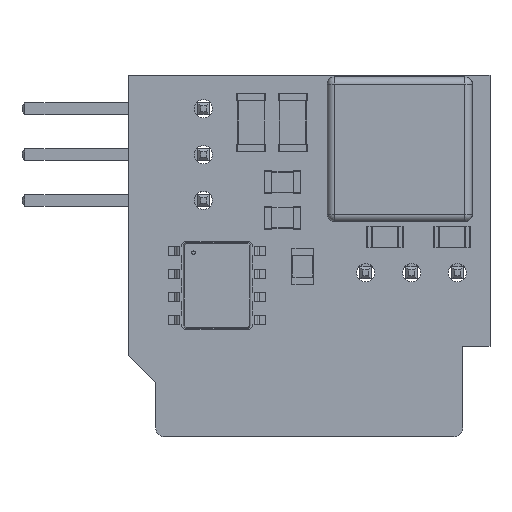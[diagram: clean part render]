
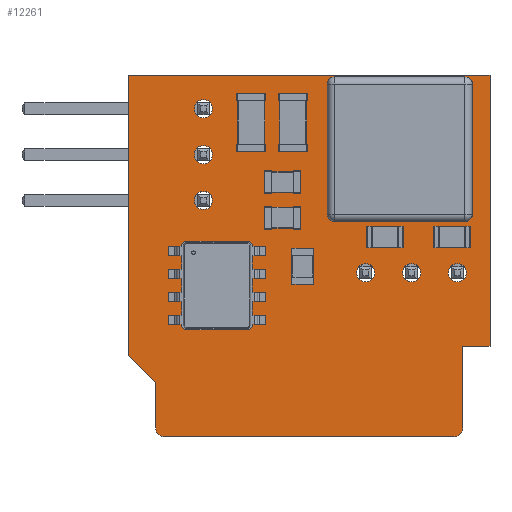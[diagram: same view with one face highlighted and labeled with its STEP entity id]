
A CAD part, top view. The second image highlights one B-rep face of the part: STEP entity #12261.
In plain terms, the highlighted planar face has unit normal (0, 0, 1).
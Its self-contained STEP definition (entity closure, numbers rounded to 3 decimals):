
#11937 = VERTEX_POINT('',#11938);
#11938 = CARTESIAN_POINT('',(20.,-15.,1.606));
#11944 = EDGE_CURVE('',#11937,#11945,#11947,.T.);
#11945 = VERTEX_POINT('',#11946);
#11946 = CARTESIAN_POINT('',(18.5,-15.,1.606));
#11947 = LINE('',#11948,#11949);
#11948 = CARTESIAN_POINT('',(20.,-15.,1.606));
#11949 = VECTOR('',#11950,1.);
#11950 = DIRECTION('',(-1.,0.,0.));
#11977 = VERTEX_POINT('',#11978);
#11978 = CARTESIAN_POINT('',(20.,0.,1.606));
#11984 = EDGE_CURVE('',#11977,#11937,#11985,.T.);
#11985 = LINE('',#11986,#11987);
#11986 = CARTESIAN_POINT('',(20.,0.,1.606));
#11987 = VECTOR('',#11988,1.);
#11988 = DIRECTION('',(0.,-1.,0.));
#12006 = EDGE_CURVE('',#11945,#12007,#12009,.T.);
#12007 = VERTEX_POINT('',#12008);
#12008 = CARTESIAN_POINT('',(18.5,-19.5,1.606));
#12009 = LINE('',#12010,#12011);
#12010 = CARTESIAN_POINT('',(18.5,-15.,1.606));
#12011 = VECTOR('',#12012,1.);
#12012 = DIRECTION('',(0.,-1.,0.));
#12261 = ADVANCED_FACE('',(#12262,#12331,#12342,#12353,#12364,#12375,
    #12386,#12397,#12408,#12419,#12430,#12441,#12452,#12463,#12474),
  #12485,.F.);
#12262 = FACE_BOUND('',#12263,.F.);
#12263 = EDGE_LOOP('',(#12264,#12265,#12266,#12275,#12283,#12292,#12300,
    #12308,#12316,#12324,#12330));
#12264 = ORIENTED_EDGE('',*,*,#11944,.T.);
#12265 = ORIENTED_EDGE('',*,*,#12006,.T.);
#12266 = ORIENTED_EDGE('',*,*,#12267,.T.);
#12267 = EDGE_CURVE('',#12007,#12268,#12270,.T.);
#12268 = VERTEX_POINT('',#12269);
#12269 = CARTESIAN_POINT('',(18.,-20.,1.606));
#12270 = CIRCLE('',#12271,0.5);
#12271 = AXIS2_PLACEMENT_3D('',#12272,#12273,#12274);
#12272 = CARTESIAN_POINT('',(18.,-19.5,1.606));
#12273 = DIRECTION('',(0.,0.,-1.));
#12274 = DIRECTION('',(1.,0.,0.));
#12275 = ORIENTED_EDGE('',*,*,#12276,.T.);
#12276 = EDGE_CURVE('',#12268,#12277,#12279,.T.);
#12277 = VERTEX_POINT('',#12278);
#12278 = CARTESIAN_POINT('',(2.,-20.,1.606));
#12279 = LINE('',#12280,#12281);
#12280 = CARTESIAN_POINT('',(18.,-20.,1.606));
#12281 = VECTOR('',#12282,1.);
#12282 = DIRECTION('',(-1.,0.,0.));
#12283 = ORIENTED_EDGE('',*,*,#12284,.T.);
#12284 = EDGE_CURVE('',#12277,#12285,#12287,.T.);
#12285 = VERTEX_POINT('',#12286);
#12286 = CARTESIAN_POINT('',(1.5,-19.5,1.606));
#12287 = CIRCLE('',#12288,0.5);
#12288 = AXIS2_PLACEMENT_3D('',#12289,#12290,#12291);
#12289 = CARTESIAN_POINT('',(2.,-19.5,1.606));
#12290 = DIRECTION('',(0.,0.,-1.));
#12291 = DIRECTION('',(0.,-1.,-0.));
#12292 = ORIENTED_EDGE('',*,*,#12293,.T.);
#12293 = EDGE_CURVE('',#12285,#12294,#12296,.T.);
#12294 = VERTEX_POINT('',#12295);
#12295 = CARTESIAN_POINT('',(1.5,-17.,1.606));
#12296 = LINE('',#12297,#12298);
#12297 = CARTESIAN_POINT('',(1.5,-19.5,1.606));
#12298 = VECTOR('',#12299,1.);
#12299 = DIRECTION('',(0.,1.,0.));
#12300 = ORIENTED_EDGE('',*,*,#12301,.T.);
#12301 = EDGE_CURVE('',#12294,#12302,#12304,.T.);
#12302 = VERTEX_POINT('',#12303);
#12303 = CARTESIAN_POINT('',(0.,-15.5,1.606));
#12304 = LINE('',#12305,#12306);
#12305 = CARTESIAN_POINT('',(1.5,-17.,1.606));
#12306 = VECTOR('',#12307,1.);
#12307 = DIRECTION('',(-0.707,0.707,0.));
#12308 = ORIENTED_EDGE('',*,*,#12309,.T.);
#12309 = EDGE_CURVE('',#12302,#12310,#12312,.T.);
#12310 = VERTEX_POINT('',#12311);
#12311 = CARTESIAN_POINT('',(0.,-15.,1.606));
#12312 = LINE('',#12313,#12314);
#12313 = CARTESIAN_POINT('',(0.,-15.5,1.606));
#12314 = VECTOR('',#12315,1.);
#12315 = DIRECTION('',(0.,1.,0.));
#12316 = ORIENTED_EDGE('',*,*,#12317,.T.);
#12317 = EDGE_CURVE('',#12310,#12318,#12320,.T.);
#12318 = VERTEX_POINT('',#12319);
#12319 = CARTESIAN_POINT('',(0.,0.,1.606));
#12320 = LINE('',#12321,#12322);
#12321 = CARTESIAN_POINT('',(0.,-15.,1.606));
#12322 = VECTOR('',#12323,1.);
#12323 = DIRECTION('',(0.,1.,0.));
#12324 = ORIENTED_EDGE('',*,*,#12325,.T.);
#12325 = EDGE_CURVE('',#12318,#11977,#12326,.T.);
#12326 = LINE('',#12327,#12328);
#12327 = CARTESIAN_POINT('',(0.,0.,1.606));
#12328 = VECTOR('',#12329,1.);
#12329 = DIRECTION('',(1.,0.,0.));
#12330 = ORIENTED_EDGE('',*,*,#11984,.T.);
#12331 = FACE_BOUND('',#12332,.F.);
#12332 = EDGE_LOOP('',(#12333));
#12333 = ORIENTED_EDGE('',*,*,#12334,.F.);
#12334 = EDGE_CURVE('',#12335,#12335,#12337,.T.);
#12335 = VERTEX_POINT('',#12336);
#12336 = CARTESIAN_POINT('',(18.2,-11.43,1.606));
#12337 = CIRCLE('',#12338,0.5);
#12338 = AXIS2_PLACEMENT_3D('',#12339,#12340,#12341);
#12339 = CARTESIAN_POINT('',(18.2,-10.93,1.606));
#12340 = DIRECTION('',(-0.,0.,-1.));
#12341 = DIRECTION('',(-0.,-1.,0.));
#12342 = FACE_BOUND('',#12343,.F.);
#12343 = EDGE_LOOP('',(#12344));
#12344 = ORIENTED_EDGE('',*,*,#12345,.F.);
#12345 = EDGE_CURVE('',#12346,#12346,#12348,.T.);
#12346 = VERTEX_POINT('',#12347);
#12347 = CARTESIAN_POINT('',(15.66,-11.43,1.606));
#12348 = CIRCLE('',#12349,0.5);
#12349 = AXIS2_PLACEMENT_3D('',#12350,#12351,#12352);
#12350 = CARTESIAN_POINT('',(15.66,-10.93,1.606));
#12351 = DIRECTION('',(-0.,0.,-1.));
#12352 = DIRECTION('',(-0.,-1.,0.));
#12353 = FACE_BOUND('',#12354,.F.);
#12354 = EDGE_LOOP('',(#12355));
#12355 = ORIENTED_EDGE('',*,*,#12356,.F.);
#12356 = EDGE_CURVE('',#12357,#12357,#12359,.T.);
#12357 = VERTEX_POINT('',#12358);
#12358 = CARTESIAN_POINT('',(13.12,-11.43,1.606));
#12359 = CIRCLE('',#12360,0.5);
#12360 = AXIS2_PLACEMENT_3D('',#12361,#12362,#12363);
#12361 = CARTESIAN_POINT('',(13.12,-10.93,1.606));
#12362 = DIRECTION('',(-0.,0.,-1.));
#12363 = DIRECTION('',(-0.,-1.,0.));
#12364 = FACE_BOUND('',#12365,.F.);
#12365 = EDGE_LOOP('',(#12366));
#12366 = ORIENTED_EDGE('',*,*,#12367,.F.);
#12367 = EDGE_CURVE('',#12368,#12368,#12370,.T.);
#12368 = VERTEX_POINT('',#12369);
#12369 = CARTESIAN_POINT('',(5.5,-13.58,1.606));
#12370 = CIRCLE('',#12371,0.15);
#12371 = AXIS2_PLACEMENT_3D('',#12372,#12373,#12374);
#12372 = CARTESIAN_POINT('',(5.5,-13.43,1.606));
#12373 = DIRECTION('',(-0.,0.,-1.));
#12374 = DIRECTION('',(-0.,-1.,0.));
#12375 = FACE_BOUND('',#12376,.F.);
#12376 = EDGE_LOOP('',(#12377));
#12377 = ORIENTED_EDGE('',*,*,#12378,.F.);
#12378 = EDGE_CURVE('',#12379,#12379,#12381,.T.);
#12379 = VERTEX_POINT('',#12380);
#12380 = CARTESIAN_POINT('',(4.3,-13.58,1.606));
#12381 = CIRCLE('',#12382,0.15);
#12382 = AXIS2_PLACEMENT_3D('',#12383,#12384,#12385);
#12383 = CARTESIAN_POINT('',(4.3,-13.43,1.606));
#12384 = DIRECTION('',(-0.,0.,-1.));
#12385 = DIRECTION('',(0.,-1.,0.));
#12386 = FACE_BOUND('',#12387,.F.);
#12387 = EDGE_LOOP('',(#12388));
#12388 = ORIENTED_EDGE('',*,*,#12389,.F.);
#12389 = EDGE_CURVE('',#12390,#12390,#12392,.T.);
#12390 = VERTEX_POINT('',#12391);
#12391 = CARTESIAN_POINT('',(5.5,-12.48,1.606));
#12392 = CIRCLE('',#12393,0.15);
#12393 = AXIS2_PLACEMENT_3D('',#12394,#12395,#12396);
#12394 = CARTESIAN_POINT('',(5.5,-12.33,1.606));
#12395 = DIRECTION('',(-0.,0.,-1.));
#12396 = DIRECTION('',(-0.,-1.,0.));
#12397 = FACE_BOUND('',#12398,.F.);
#12398 = EDGE_LOOP('',(#12399));
#12399 = ORIENTED_EDGE('',*,*,#12400,.F.);
#12400 = EDGE_CURVE('',#12401,#12401,#12403,.T.);
#12401 = VERTEX_POINT('',#12402);
#12402 = CARTESIAN_POINT('',(4.3,-12.48,1.606));
#12403 = CIRCLE('',#12404,0.15);
#12404 = AXIS2_PLACEMENT_3D('',#12405,#12406,#12407);
#12405 = CARTESIAN_POINT('',(4.3,-12.33,1.606));
#12406 = DIRECTION('',(-0.,0.,-1.));
#12407 = DIRECTION('',(0.,-1.,0.));
#12408 = FACE_BOUND('',#12409,.F.);
#12409 = EDGE_LOOP('',(#12410));
#12410 = ORIENTED_EDGE('',*,*,#12411,.F.);
#12411 = EDGE_CURVE('',#12412,#12412,#12414,.T.);
#12412 = VERTEX_POINT('',#12413);
#12413 = CARTESIAN_POINT('',(5.5,-11.18,1.606));
#12414 = CIRCLE('',#12415,0.15);
#12415 = AXIS2_PLACEMENT_3D('',#12416,#12417,#12418);
#12416 = CARTESIAN_POINT('',(5.5,-11.03,1.606));
#12417 = DIRECTION('',(-0.,0.,-1.));
#12418 = DIRECTION('',(-0.,-1.,0.));
#12419 = FACE_BOUND('',#12420,.F.);
#12420 = EDGE_LOOP('',(#12421));
#12421 = ORIENTED_EDGE('',*,*,#12422,.F.);
#12422 = EDGE_CURVE('',#12423,#12423,#12425,.T.);
#12423 = VERTEX_POINT('',#12424);
#12424 = CARTESIAN_POINT('',(4.3,-11.18,1.606));
#12425 = CIRCLE('',#12426,0.15);
#12426 = AXIS2_PLACEMENT_3D('',#12427,#12428,#12429);
#12427 = CARTESIAN_POINT('',(4.3,-11.03,1.606));
#12428 = DIRECTION('',(-0.,0.,-1.));
#12429 = DIRECTION('',(0.,-1.,0.));
#12430 = FACE_BOUND('',#12431,.F.);
#12431 = EDGE_LOOP('',(#12432));
#12432 = ORIENTED_EDGE('',*,*,#12433,.F.);
#12433 = EDGE_CURVE('',#12434,#12434,#12436,.T.);
#12434 = VERTEX_POINT('',#12435);
#12435 = CARTESIAN_POINT('',(5.5,-9.98,1.606));
#12436 = CIRCLE('',#12437,0.15);
#12437 = AXIS2_PLACEMENT_3D('',#12438,#12439,#12440);
#12438 = CARTESIAN_POINT('',(5.5,-9.83,1.606));
#12439 = DIRECTION('',(-0.,0.,-1.));
#12440 = DIRECTION('',(-0.,-1.,0.));
#12441 = FACE_BOUND('',#12442,.F.);
#12442 = EDGE_LOOP('',(#12443));
#12443 = ORIENTED_EDGE('',*,*,#12444,.F.);
#12444 = EDGE_CURVE('',#12445,#12445,#12447,.T.);
#12445 = VERTEX_POINT('',#12446);
#12446 = CARTESIAN_POINT('',(4.3,-9.98,1.606));
#12447 = CIRCLE('',#12448,0.15);
#12448 = AXIS2_PLACEMENT_3D('',#12449,#12450,#12451);
#12449 = CARTESIAN_POINT('',(4.3,-9.83,1.606));
#12450 = DIRECTION('',(-0.,0.,-1.));
#12451 = DIRECTION('',(0.,-1.,0.));
#12452 = FACE_BOUND('',#12453,.F.);
#12453 = EDGE_LOOP('',(#12454));
#12454 = ORIENTED_EDGE('',*,*,#12455,.F.);
#12455 = EDGE_CURVE('',#12456,#12456,#12458,.T.);
#12456 = VERTEX_POINT('',#12457);
#12457 = CARTESIAN_POINT('',(4.15,-7.43,1.606));
#12458 = CIRCLE('',#12459,0.5);
#12459 = AXIS2_PLACEMENT_3D('',#12460,#12461,#12462);
#12460 = CARTESIAN_POINT('',(4.15,-6.93,1.606));
#12461 = DIRECTION('',(-0.,0.,-1.));
#12462 = DIRECTION('',(-0.,-1.,0.));
#12463 = FACE_BOUND('',#12464,.F.);
#12464 = EDGE_LOOP('',(#12465));
#12465 = ORIENTED_EDGE('',*,*,#12466,.F.);
#12466 = EDGE_CURVE('',#12467,#12467,#12469,.T.);
#12467 = VERTEX_POINT('',#12468);
#12468 = CARTESIAN_POINT('',(4.15,-4.89,1.606));
#12469 = CIRCLE('',#12470,0.5);
#12470 = AXIS2_PLACEMENT_3D('',#12471,#12472,#12473);
#12471 = CARTESIAN_POINT('',(4.15,-4.39,1.606));
#12472 = DIRECTION('',(-0.,0.,-1.));
#12473 = DIRECTION('',(-0.,-1.,0.));
#12474 = FACE_BOUND('',#12475,.F.);
#12475 = EDGE_LOOP('',(#12476));
#12476 = ORIENTED_EDGE('',*,*,#12477,.F.);
#12477 = EDGE_CURVE('',#12478,#12478,#12480,.T.);
#12478 = VERTEX_POINT('',#12479);
#12479 = CARTESIAN_POINT('',(4.15,-2.35,1.606));
#12480 = CIRCLE('',#12481,0.5);
#12481 = AXIS2_PLACEMENT_3D('',#12482,#12483,#12484);
#12482 = CARTESIAN_POINT('',(4.15,-1.85,1.606));
#12483 = DIRECTION('',(-0.,0.,-1.));
#12484 = DIRECTION('',(-0.,-1.,0.));
#12485 = PLANE('',#12486);
#12486 = AXIS2_PLACEMENT_3D('',#12487,#12488,#12489);
#12487 = CARTESIAN_POINT('',(10.079,-9.706,1.606));
#12488 = DIRECTION('',(-0.,-0.,-1.));
#12489 = DIRECTION('',(-1.,0.,0.));
